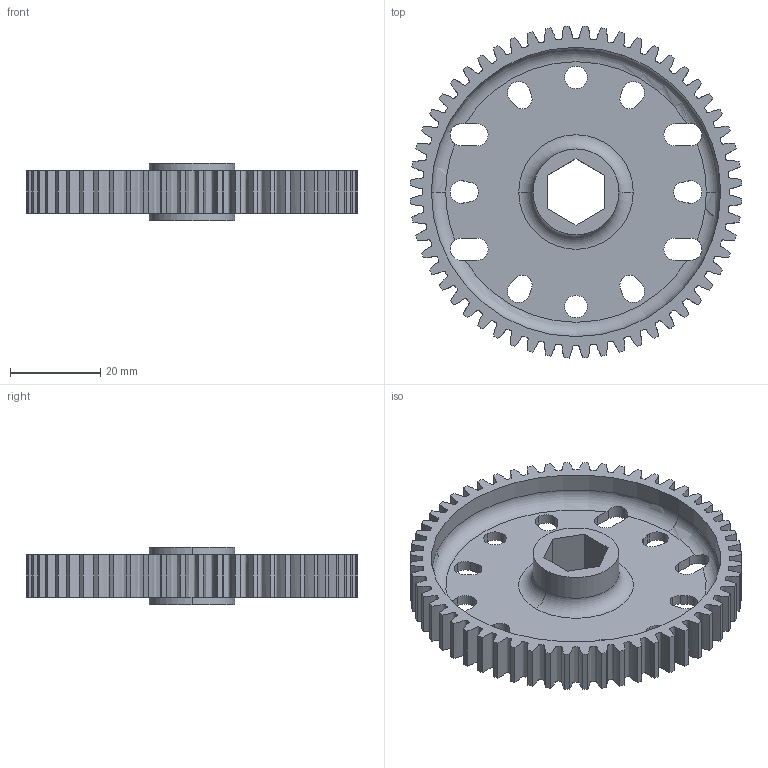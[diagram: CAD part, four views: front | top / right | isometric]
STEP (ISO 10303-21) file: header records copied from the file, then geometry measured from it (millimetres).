
FILE_DESCRIPTION (( 'STEP AP214' ), '1' );
FILE_NAME ('WCP-1145.STEP', '2025-02-12T21:08:30', ( '' ), ( '' ), 'SwSTEP 2.0', 'SolidWorks 2022', '' );
FILE_SCHEMA (( 'AUTOMOTIVE_DESIGN' ));
Length unit declared in the file: inch
Products named in the file (1): WCP-1145
Bounding box: 73.6 x 73.6 x 12.65 mm (x, y, z)
Volume: 16451 mm3; surface area: 14097.6 mm2
Topology: 1 solids, 1 shells, 338 faces, 962 edges, 640 vertices
Faces by surface type: plane 135, bspline 104, cylinder 95, torus 4
Entity records: 28136 total; most frequent: CARTESIAN_POINT 19773, ORIENTED_EDGE 1924, DIRECTION 1418, EDGE_CURVE 962, VERTEX_POINT 640, VECTOR 544, LINE 544, AXIS2_PLACEMENT_3D 437
